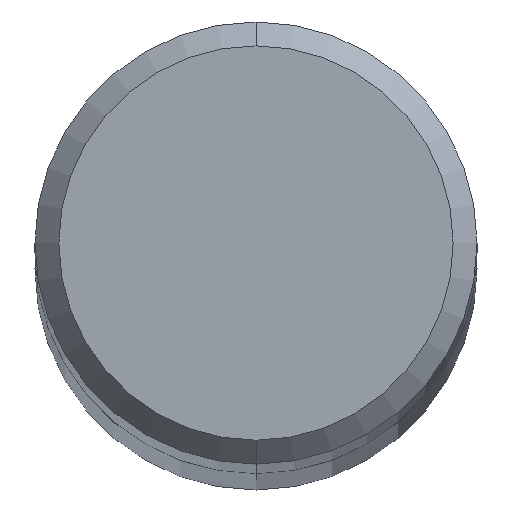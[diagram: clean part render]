
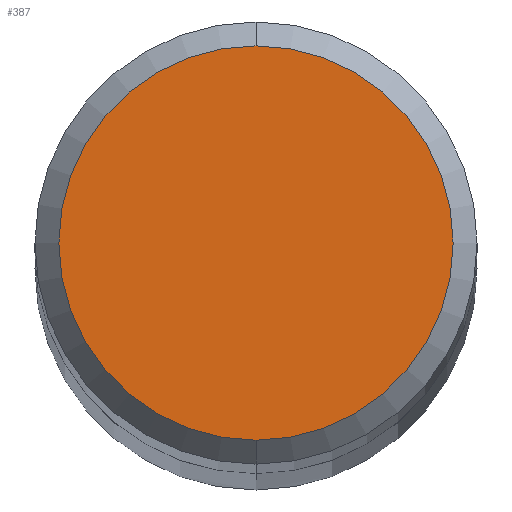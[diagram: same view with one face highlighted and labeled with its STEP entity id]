
A CAD part, top view. The second image highlights one B-rep face of the part: STEP entity #387.
In plain terms, the highlighted planar face has unit normal (0, 0, 1).
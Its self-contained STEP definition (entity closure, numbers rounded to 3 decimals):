
#203=VERTEX_POINT('',#464);
#209=EDGE_CURVE('',#203,#327,#472,.T.);
#233=EDGE_CURVE('',#327,#203,#502,.T.);
#327=VERTEX_POINT('',#605);
#387=ADVANCED_FACE('',(#668),#669,.T.);
#464=CARTESIAN_POINT('',(0.,-3.3,88.0));
#472=CIRCLE('',#809,3.3);
#502=CIRCLE('',#872,3.3);
#605=CARTESIAN_POINT('',(0.0,3.3,88.0));
#668=FACE_OUTER_BOUND('',#1263,.T.);
#669=PLANE('',#1264);
#809=AXIS2_PLACEMENT_3D('',#1327,#1328,#1329);
#872=AXIS2_PLACEMENT_3D('',#1390,#1391,#1392);
#1263=EDGE_LOOP('',(#1547,#1548));
#1264=AXIS2_PLACEMENT_3D('',#1549,#1550,#1551);
#1327=CARTESIAN_POINT('',(0.0,0.0,88.0));
#1328=DIRECTION('',(0.0,0.0,-1.0));
#1329=DIRECTION('',(0.0,1.0,0.0));
#1390=CARTESIAN_POINT('',(0.0,0.0,88.0));
#1391=DIRECTION('',(0.0,0.0,-1.0));
#1392=DIRECTION('',(0.0,1.0,0.0));
#1547=ORIENTED_EDGE('',*,*,#233,.F.);
#1548=ORIENTED_EDGE('',*,*,#209,.F.);
#1549=CARTESIAN_POINT('',(0.0,1.65,88.0));
#1550=DIRECTION('',(0.0,0.0,1.0));
#1551=DIRECTION('',(0.0,-1.0,0.0));
